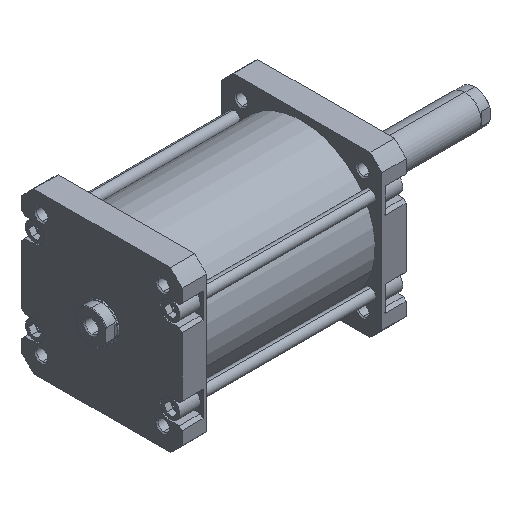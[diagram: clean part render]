
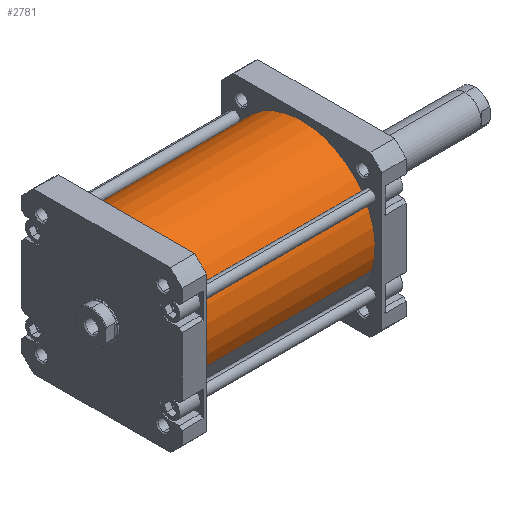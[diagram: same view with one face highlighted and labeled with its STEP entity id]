
A CAD part, isometric view. The second image highlights one B-rep face of the part: STEP entity #2781.
In plain terms, the highlighted cylindrical face has radius 66.5 mm (diameter 133 mm), a partial arc.
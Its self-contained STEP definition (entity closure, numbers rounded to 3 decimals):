
#51 = CARTESIAN_POINT ( 'NONE',  ( -66.5, 0., 0. ) ) ;
#62 = CARTESIAN_POINT ( 'NONE',  ( 66.5, 0., 159. ) ) ;
#72 = CARTESIAN_POINT ( 'NONE',  ( 66.5, 0., 0. ) ) ;
#81 = CARTESIAN_POINT ( 'NONE',  ( -66.5, 0., 159. ) ) ;
#395 = VERTEX_POINT ( 'NONE', #81 ) ;
#404 = VERTEX_POINT ( 'NONE', #72 ) ;
#414 = VERTEX_POINT ( 'NONE', #62 ) ;
#425 = VERTEX_POINT ( 'NONE', #51 ) ;
#1048 = ORIENTED_EDGE ( 'NONE', *, *, #2145, .T. ) ;
#1049 = ORIENTED_EDGE ( 'NONE', *, *, #2102, .T. ) ;
#1050 = ORIENTED_EDGE ( 'NONE', *, *, #2112, .F. ) ;
#1662 = VECTOR ( 'NONE', #3352, 1000. ) ;
#1664 = LINE ( 'NONE', #3322, #1662 ) ;
#1669 = LINE ( 'NONE', #3521, #1670 ) ;
#1670 = VECTOR ( 'NONE', #3461, 1000. ) ;
#1685 = CIRCLE ( 'NONE', #2291, 66.5 ) ;
#2102 = EDGE_CURVE ( 'NONE', #395, #425, #1664, .T. ) ;
#2104 = EDGE_CURVE ( 'NONE', #414, #404, #1669, .T. ) ;
#2112 = EDGE_CURVE ( 'NONE', #395, #414, #1685, .T. ) ;
#2145 = EDGE_CURVE ( 'NONE', #425, #404, #5623, .T. ) ;
#2291 = AXIS2_PLACEMENT_3D ( 'NONE', #3223, #3232, #3227 ) ;
#2300 = AXIS2_PLACEMENT_3D ( 'NONE', #3650, #3386, #3387 ) ;
#2484 = AXIS2_PLACEMENT_3D ( 'NONE', #3214, #3224, #3246 ) ;
#2781 = ADVANCED_FACE ( 'NONE', ( #5967 ), #5970, .T. ) ;
#3214 = CARTESIAN_POINT ( 'NONE',  ( 0., 0., 159. ) ) ;
#3223 = CARTESIAN_POINT ( 'NONE',  ( 0., 0., 159. ) ) ;
#3224 = DIRECTION ( 'NONE',  ( 0., 0., -1. ) ) ;
#3227 = DIRECTION ( 'NONE',  ( 1., 0., 0. ) ) ;
#3232 = DIRECTION ( 'NONE',  ( 0., 0., 1. ) ) ;
#3246 = DIRECTION ( 'NONE',  ( -1., 0., 0. ) ) ;
#3322 = CARTESIAN_POINT ( 'NONE',  ( -66.5, 0., 159. ) ) ;
#3352 = DIRECTION ( 'NONE',  ( 0., 0., -1. ) ) ;
#3386 = DIRECTION ( 'NONE',  ( 0., 0., 1. ) ) ;
#3387 = DIRECTION ( 'NONE',  ( 1., 0., 0. ) ) ;
#3461 = DIRECTION ( 'NONE',  ( 0., 0., -1. ) ) ;
#3521 = CARTESIAN_POINT ( 'NONE',  ( 66.5, 0., 159. ) ) ;
#3650 = CARTESIAN_POINT ( 'NONE',  ( 0., 0., 0. ) ) ;
#4619 = ORIENTED_EDGE ( 'NONE', *, *, #2104, .F. ) ;
#5062 = EDGE_LOOP ( 'NONE', ( #4619, #1050, #1049, #1048 ) ) ;
#5623 = CIRCLE ( 'NONE', #2300, 66.5 ) ;
#5967 = FACE_OUTER_BOUND ( 'NONE', #5062, .T. ) ;
#5970 = CYLINDRICAL_SURFACE ( 'NONE', #2484, 66.5 ) ;
